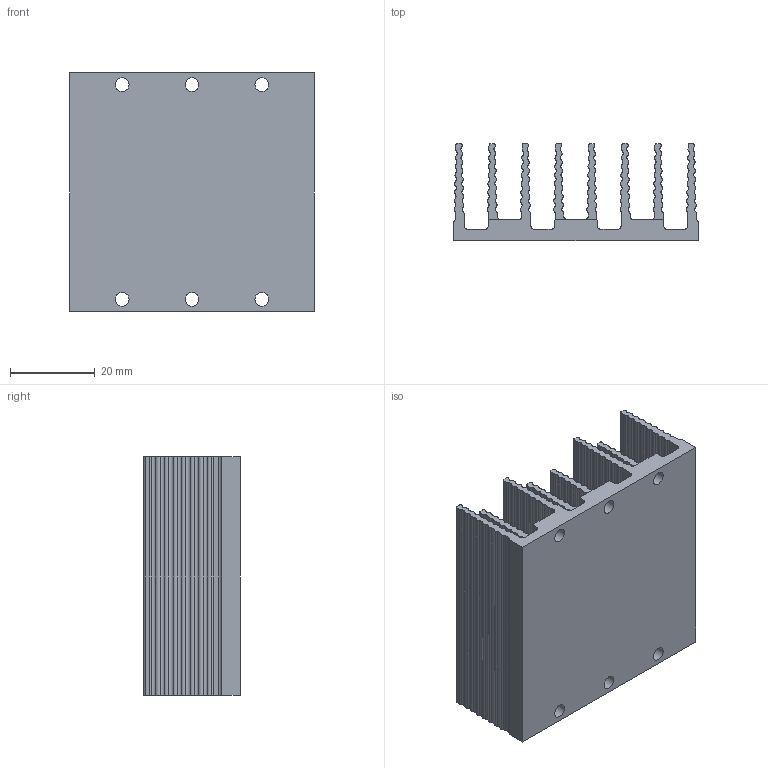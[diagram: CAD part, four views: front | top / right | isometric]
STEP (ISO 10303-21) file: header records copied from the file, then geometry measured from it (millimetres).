
FILE_DESCRIPTION (( 'STEP AP214' ), '1' );
FILE_NAME ('30724r5.STEP', '2011-06-30T14:55:14', ( 'Vicor User' ), ( 'Microsoft' ), 'SwSTEP 2.0', 'SolidWorks 2010', '' );
FILE_SCHEMA (( 'AUTOMOTIVE_DESIGN' ));
Length unit declared in the file: millimetre
Products named in the file (1): 30724r5
Bounding box: 57.91 x 22.86 x 56.39 mm (x, y, z)
Volume: 24579.6 mm3; surface area: 24463.8 mm2
Topology: 1 solids, 1 shells, 366 faces, 1092 edges, 728 vertices
Faces by surface type: cylinder 298, plane 68
Full cylindrical faces by diameter (mm): 3.264 x6
Entity records: 16686 total; most frequent: DIRECTION 2416, CARTESIAN_POINT 2181, ORIENTED_EDGE 2172, EDGE_CURVE 1086, AXIS2_PLACEMENT_3D 963, VERTEX_POINT 728, CIRCLE 596, LINE 490
